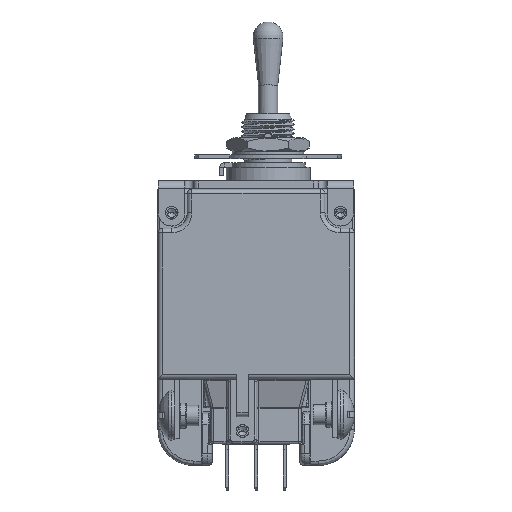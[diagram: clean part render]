
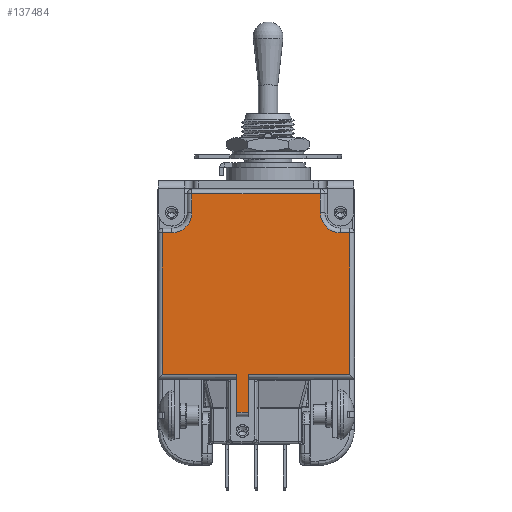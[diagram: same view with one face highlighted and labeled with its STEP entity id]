
A CAD part, top view. The second image highlights one B-rep face of the part: STEP entity #137484.
In plain terms, the highlighted planar face has unit normal (0, 0, 1).
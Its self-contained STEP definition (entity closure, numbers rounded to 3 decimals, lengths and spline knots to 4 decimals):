
#120295=CARTESIAN_POINT('',(0.5694,-0.9764,0.325));
#123611=DIRECTION('',(1.,0.,0.));
#123612=VECTOR('',#123611,0.08);
#123613=CARTESIAN_POINT('',(-0.219,-1.238,0.325));
#123614=LINE('',#123613,#123612);
#123618=DIRECTION('',(0.,-1.,0.));
#123619=VECTOR('',#123618,0.2616);
#123620=CARTESIAN_POINT('',(-0.219,-0.9764,0.325));
#123621=LINE('',#123620,#123619);
#123625=DIRECTION('',(1.,0.,0.));
#123626=VECTOR('',#123625,0.5194);
#123627=CARTESIAN_POINT('',(-0.7384,-0.9764,0.325));
#123628=LINE('',#123627,#123626);
#123632=DIRECTION('',(0.,-1.,0.));
#123633=VECTOR('',#123632,0.9899);
#123634=CARTESIAN_POINT('',(-0.7384,0.0135,0.325));
#123635=LINE('',#123634,#123633);
#123639=DIRECTION('',(-1.,0.,0.));
#123640=VECTOR('',#123639,0.0644);
#123641=CARTESIAN_POINT('',(-0.674,0.0135,0.325));
#123642=LINE('',#123641,#123640);
#123646=CARTESIAN_POINT('',(-0.674,0.154,0.325));
#123647=DIRECTION('',(0.,0.,-1.));
#123648=DIRECTION('',(1.,0.,0.));
#123649=AXIS2_PLACEMENT_3D('',#123646,#123647,#123648);
#123654=DIRECTION('',(0.,-1.,0.));
#123655=VECTOR('',#123654,0.1324);
#123656=CARTESIAN_POINT('',(-0.5335,0.2864,0.325));
#123657=LINE('',#123656,#123655);
#123661=DIRECTION('',(-1.,0.,0.));
#123662=VECTOR('',#123661,0.898);
#123663=CARTESIAN_POINT('',(0.3645,0.2864,0.325));
#123664=LINE('',#123663,#123662);
#123668=DIRECTION('',(0.,1.,0.));
#123669=VECTOR('',#123668,0.1324);
#123670=CARTESIAN_POINT('',(0.3645,0.154,0.325));
#123671=LINE('',#123670,#123669);
#123675=CARTESIAN_POINT('',(0.505,0.154,0.325));
#123676=DIRECTION('',(0.,0.,-1.));
#123677=DIRECTION('',(0.,-1.,0.));
#123678=AXIS2_PLACEMENT_3D('',#123675,#123676,#123677);
#123683=DIRECTION('',(-1.,0.,0.));
#123684=VECTOR('',#123683,0.0644);
#123685=CARTESIAN_POINT('',(0.5694,0.0135,0.325));
#123686=LINE('',#123685,#123684);
#123690=DIRECTION('',(0.,1.,0.));
#123691=VECTOR('',#123690,0.9899);
#123692=CARTESIAN_POINT('',(0.5694,-0.9764,0.325));
#123693=LINE('',#123692,#123691);
#123697=DIRECTION('',(1.,0.,0.));
#123698=VECTOR('',#123697,0.7084);
#123699=CARTESIAN_POINT('',(-0.139,-0.9764,0.325));
#123700=LINE('',#123699,#123698);
#123704=DIRECTION('',(0.,1.,0.));
#123705=VECTOR('',#123704,0.2616);
#123706=CARTESIAN_POINT('',(-0.139,-1.238,0.325));
#123707=LINE('',#123706,#123705);
#123721=CARTESIAN_POINT('',(-0.7384,-0.9764,0.325));
#128608=CARTESIAN_POINT('',(-0.7384,0.0135,0.325));
#128610=VERTEX_POINT('',#128608);
#128611=CARTESIAN_POINT('',(-0.5335,0.2864,0.325));
#128612=VERTEX_POINT('',#128611);
#128616=VERTEX_POINT('',#123721);
#128618=CARTESIAN_POINT('',(0.5694,0.0135,0.325));
#128620=VERTEX_POINT('',#128618);
#128624=CARTESIAN_POINT('',(0.3645,0.2864,0.325));
#128626=VERTEX_POINT('',#128624);
#128632=VERTEX_POINT('',#120295);
#128710=CARTESIAN_POINT('',(0.3645,0.154,0.325));
#128711=VERTEX_POINT('',#128710);
#128712=CARTESIAN_POINT('',(0.505,0.0135,0.325));
#128713=VERTEX_POINT('',#128712);
#128720=CARTESIAN_POINT('',(-0.5335,0.154,0.325));
#128721=VERTEX_POINT('',#128720);
#128724=CARTESIAN_POINT('',(-0.674,0.0135,0.325));
#128725=VERTEX_POINT('',#128724);
#129252=CARTESIAN_POINT('',(-0.139,-0.9764,0.325));
#129253=VERTEX_POINT('',#129252);
#129254=CARTESIAN_POINT('',(-0.219,-0.9764,0.325));
#129255=VERTEX_POINT('',#129254);
#129256=CARTESIAN_POINT('',(-0.139,-1.238,0.325));
#129258=VERTEX_POINT('',#129256);
#129262=CARTESIAN_POINT('',(-0.219,-1.238,0.325));
#129263=VERTEX_POINT('',#129262);
#137455=CARTESIAN_POINT('',(0.,0.,0.325));
#137456=DIRECTION('',(0.,0.,1.));
#137457=DIRECTION('',(1.,0.,0.));
#137458=AXIS2_PLACEMENT_3D('',#137455,#137456,#137457);
#137459=PLANE('',#137458);
#137460=ORIENTED_EDGE('',*,*,#133811,.F.);
#137461=ORIENTED_EDGE('',*,*,#137450,.F.);
#137462=ORIENTED_EDGE('',*,*,#133780,.F.);
#137464=ORIENTED_EDGE('',*,*,#137463,.F.);
#137466=ORIENTED_EDGE('',*,*,#137465,.F.);
#137468=ORIENTED_EDGE('',*,*,#137467,.F.);
#137470=ORIENTED_EDGE('',*,*,#137469,.F.);
#137472=ORIENTED_EDGE('',*,*,#137471,.F.);
#137474=ORIENTED_EDGE('',*,*,#137473,.F.);
#137476=ORIENTED_EDGE('',*,*,#137475,.F.);
#137478=ORIENTED_EDGE('',*,*,#137477,.F.);
#137479=ORIENTED_EDGE('',*,*,#133751,.F.);
#137480=ORIENTED_EDGE('',*,*,#133763,.F.);
#137481=ORIENTED_EDGE('',*,*,#133792,.F.);
#137482=EDGE_LOOP('',(#137460,#137461,#137462,#137464,#137466,#137468,#137470,
#137472,#137474,#137476,#137478,#137479,#137480,#137481));
#137483=FACE_OUTER_BOUND('',#137482,.F.);
#123650=CIRCLE('',#123649,0.1405);
#123679=CIRCLE('',#123678,0.1405);
#133751=EDGE_CURVE('',#128632,#128620,#123693,.T.);
#133763=EDGE_CURVE('',#129253,#128632,#123700,.T.);
#133780=EDGE_CURVE('',#128616,#129255,#123628,.T.);
#133792=EDGE_CURVE('',#129258,#129253,#123707,.T.);
#133811=EDGE_CURVE('',#129263,#129258,#123614,.T.);
#137450=EDGE_CURVE('',#129255,#129263,#123621,.T.);
#137463=EDGE_CURVE('',#128610,#128616,#123635,.T.);
#137465=EDGE_CURVE('',#128725,#128610,#123642,.T.);
#137467=EDGE_CURVE('',#128721,#128725,#123650,.T.);
#137469=EDGE_CURVE('',#128612,#128721,#123657,.T.);
#137471=EDGE_CURVE('',#128626,#128612,#123664,.T.);
#137473=EDGE_CURVE('',#128711,#128626,#123671,.T.);
#137475=EDGE_CURVE('',#128713,#128711,#123679,.T.);
#137477=EDGE_CURVE('',#128620,#128713,#123686,.T.);
#137484=ADVANCED_FACE('',(#137483),#137459,.T.);
